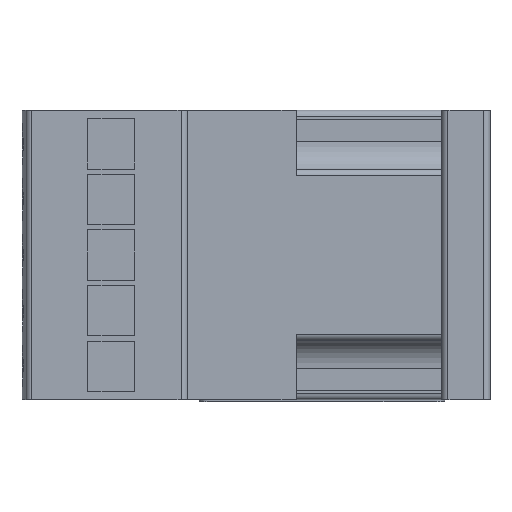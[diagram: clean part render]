
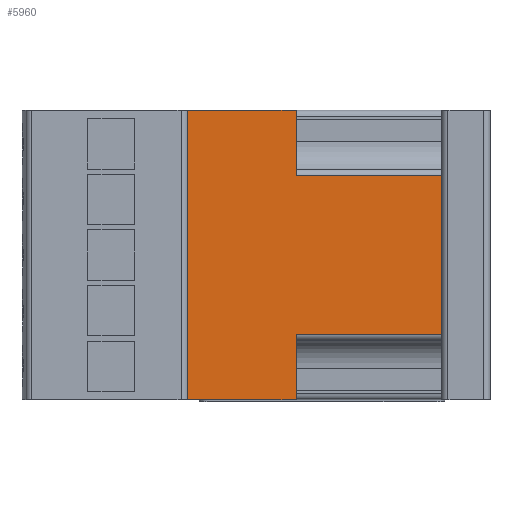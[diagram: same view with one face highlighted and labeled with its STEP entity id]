
A CAD part, front view. The second image highlights one B-rep face of the part: STEP entity #5960.
In plain terms, the highlighted planar face has unit normal (0, -1, 0).
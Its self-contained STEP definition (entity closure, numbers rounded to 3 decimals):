
#316 = VECTOR ( 'NONE', #13453, 1000. ) ;
#1220 = DIRECTION ( 'NONE',  ( 0., 0., -1. ) ) ;
#1602 = ORIENTED_EDGE ( 'NONE', *, *, #3300, .T. ) ;
#1729 = CARTESIAN_POINT ( 'NONE',  ( -46.8, -24., -22.4 ) ) ;
#1953 = EDGE_CURVE ( 'NONE', #23558, #6254, #7844, .T. ) ;
#2195 = CARTESIAN_POINT ( 'NONE',  ( -7.5, -24., 12.255 ) ) ;
#2489 = LINE ( 'NONE', #8297, #20673 ) ;
#2629 = EDGE_CURVE ( 'NONE', #8913, #10637, #11519, .T. ) ;
#3300 = EDGE_CURVE ( 'NONE', #10637, #7330, #6920, .T. ) ;
#4735 = CARTESIAN_POINT ( 'NONE',  ( -30., -24., 22.4 ) ) ;
#5728 = CARTESIAN_POINT ( 'NONE',  ( -46.8, -24., 22.4 ) ) ;
#5795 = AXIS2_PLACEMENT_3D ( 'NONE', #18689, #9228, #1220 ) ;
#5960 = ADVANCED_FACE ( 'NONE', ( #19052 ), #14810, .T. ) ;
#6254 = VERTEX_POINT ( 'NONE', #21598 ) ;
#6920 = LINE ( 'NONE', #11186, #23527 ) ;
#7133 = EDGE_CURVE ( 'NONE', #8385, #18230, #20005, .T. ) ;
#7330 = VERTEX_POINT ( 'NONE', #10185 ) ;
#7514 = ORIENTED_EDGE ( 'NONE', *, *, #14249, .T. ) ;
#7844 = LINE ( 'NONE', #10189, #17980 ) ;
#7882 = LINE ( 'NONE', #14143, #18949 ) ;
#8297 = CARTESIAN_POINT ( 'NONE',  ( -7.5, -24., -22.4 ) ) ;
#8385 = VERTEX_POINT ( 'NONE', #23268 ) ;
#8856 = EDGE_CURVE ( 'NONE', #18230, #6254, #24920, .T. ) ;
#8913 = VERTEX_POINT ( 'NONE', #22021 ) ;
#9186 = EDGE_LOOP ( 'NONE', ( #17862, #1602, #7514, #15415, #10560, #15446, #16794, #24686 ) ) ;
#9228 = DIRECTION ( 'NONE',  ( 0., -1., 0. ) ) ;
#9628 = CARTESIAN_POINT ( 'NONE',  ( -30., -24., -22.4 ) ) ;
#9728 = CARTESIAN_POINT ( 'NONE',  ( -46.8, -24., -22.4 ) ) ;
#10185 = CARTESIAN_POINT ( 'NONE',  ( -7.5, -24., -12.255 ) ) ;
#10189 = CARTESIAN_POINT ( 'NONE',  ( -46.8, -24., 12.255 ) ) ;
#10560 = ORIENTED_EDGE ( 'NONE', *, *, #8856, .F. ) ;
#10637 = VERTEX_POINT ( 'NONE', #20675 ) ;
#11186 = CARTESIAN_POINT ( 'NONE',  ( -46.8, -24., -12.255 ) ) ;
#11519 = LINE ( 'NONE', #20415, #19520 ) ;
#11661 = VECTOR ( 'NONE', #25119, 1000. ) ;
#11932 = VECTOR ( 'NONE', #21439, 1000. ) ;
#13056 = DIRECTION ( 'NONE',  ( 1., 0., 0. ) ) ;
#13453 = DIRECTION ( 'NONE',  ( 1., 0., 0. ) ) ;
#14104 = DIRECTION ( 'NONE',  ( 0., 0., 1. ) ) ;
#14143 = CARTESIAN_POINT ( 'NONE',  ( -46.8, -24., -22.4 ) ) ;
#14249 = EDGE_CURVE ( 'NONE', #7330, #23558, #2489, .T. ) ;
#14386 = DIRECTION ( 'NONE',  ( -1., 0., 0. ) ) ;
#14571 = EDGE_CURVE ( 'NONE', #25258, #8913, #14728, .T. ) ;
#14728 = LINE ( 'NONE', #1729, #11932 ) ;
#14810 = PLANE ( 'NONE',  #5795 ) ;
#15415 = ORIENTED_EDGE ( 'NONE', *, *, #1953, .T. ) ;
#15446 = ORIENTED_EDGE ( 'NONE', *, *, #7133, .F. ) ;
#16602 = DIRECTION ( 'NONE',  ( 0., 0., 1. ) ) ;
#16794 = ORIENTED_EDGE ( 'NONE', *, *, #17438, .F. ) ;
#17438 = EDGE_CURVE ( 'NONE', #25258, #8385, #7882, .T. ) ;
#17862 = ORIENTED_EDGE ( 'NONE', *, *, #2629, .T. ) ;
#17980 = VECTOR ( 'NONE', #14386, 1000. ) ;
#18032 = DIRECTION ( 'NONE',  ( 0., 0., 1. ) ) ;
#18230 = VERTEX_POINT ( 'NONE', #4735 ) ;
#18689 = CARTESIAN_POINT ( 'NONE',  ( -46.8, -24., -22.4 ) ) ;
#18949 = VECTOR ( 'NONE', #18032, 1000. ) ;
#19052 = FACE_OUTER_BOUND ( 'NONE', #9186, .T. ) ;
#19520 = VECTOR ( 'NONE', #16602, 1000. ) ;
#20005 = LINE ( 'NONE', #5728, #316 ) ;
#20415 = CARTESIAN_POINT ( 'NONE',  ( -30., -24., -22.4 ) ) ;
#20673 = VECTOR ( 'NONE', #14104, 1000. ) ;
#20675 = CARTESIAN_POINT ( 'NONE',  ( -30., -24., -12.255 ) ) ;
#21439 = DIRECTION ( 'NONE',  ( 1., 0., 0. ) ) ;
#21598 = CARTESIAN_POINT ( 'NONE',  ( -30., -24., 12.255 ) ) ;
#22021 = CARTESIAN_POINT ( 'NONE',  ( -30., -24., -22.4 ) ) ;
#23268 = CARTESIAN_POINT ( 'NONE',  ( -46.8, -24., 22.4 ) ) ;
#23527 = VECTOR ( 'NONE', #13056, 1000. ) ;
#23558 = VERTEX_POINT ( 'NONE', #2195 ) ;
#24686 = ORIENTED_EDGE ( 'NONE', *, *, #14571, .T. ) ;
#24920 = LINE ( 'NONE', #9628, #11661 ) ;
#25119 = DIRECTION ( 'NONE',  ( 0., 0., -1. ) ) ;
#25258 = VERTEX_POINT ( 'NONE', #9728 ) ;
